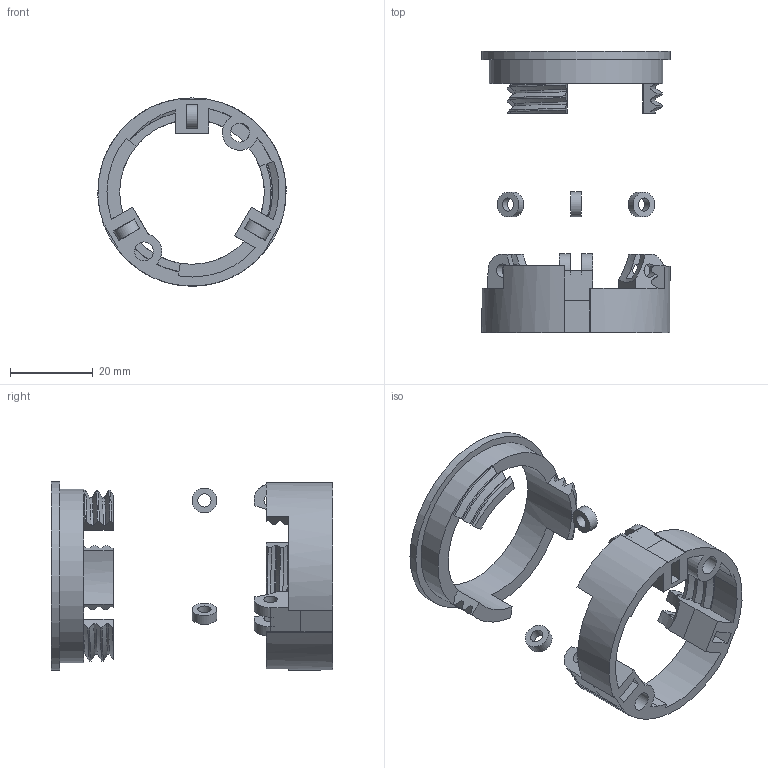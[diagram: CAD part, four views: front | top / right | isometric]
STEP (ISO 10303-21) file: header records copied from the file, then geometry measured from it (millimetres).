
FILE_DESCRIPTION(/* description */ (''),/* implementation_level */ '2;1');
FILE_NAME(/* name */ 'ball_holder v100.step',/* time_stamp */ '2021-06-28T17:11:20+02:00',/* author */ (''),/* organization */ (''),/* preprocessor_version */ 'ST-DEVELOPER v18.1',/* originating_system */ 'Autodesk Translation Framework v10.9.0.1377',/* authorisation */ '');
FILE_SCHEMA (('AUTOMOTIVE_DESIGN { 1 0 10303 214 3 1 1 }'));
Length unit declared in the file: millimetre
Products named in the file (1): ball_holder
Bounding box: 45.6 x 68.14 x 45.6 mm (x, y, z)
Volume: 10675.6 mm3; surface area: 11128.1 mm2
Topology: 5 solids, 5 shells, 204 faces, 589 edges, 387 vertices
Faces by surface type: plane 89, cylinder 72, bspline 40, sphere 3
Full cylindrical faces by diameter (mm): 3.2 x9, 4.6 x2, 6 x3, 35 x1, 42 x1, 45.6 x1
Entity records: 8120 total; most frequent: CARTESIAN_POINT 3013, ORIENTED_EDGE 1178, DIRECTION 868, EDGE_CURVE 589, VERTEX_POINT 387, AXIS2_PLACEMENT_3D 292, LINE 284, VECTOR 284
